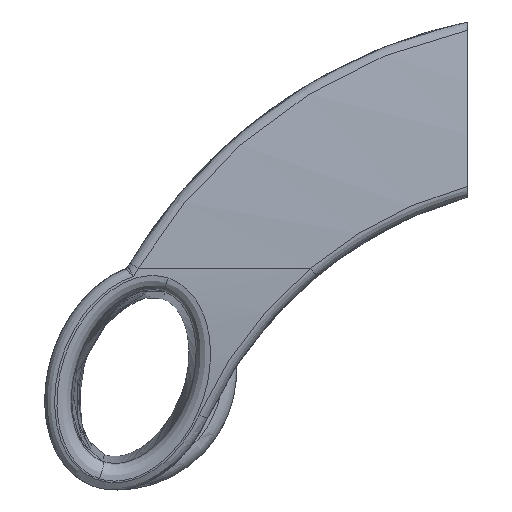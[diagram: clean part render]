
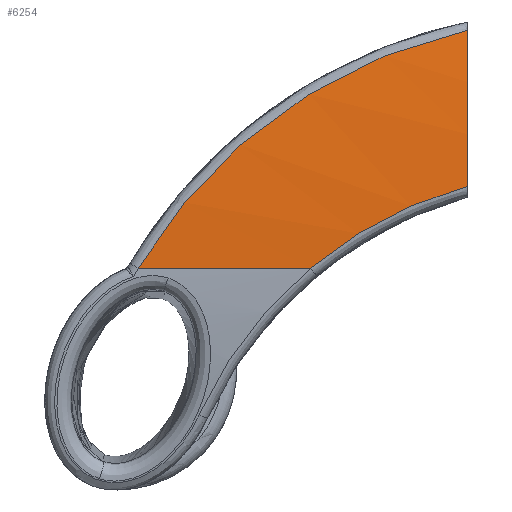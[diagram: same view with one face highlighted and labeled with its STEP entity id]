
A CAD part, left-side view. The second image highlights one B-rep face of the part: STEP entity #6254.
In plain terms, the highlighted cylindrical face has radius 208.036 mm (diameter 416.071 mm), a partial arc.
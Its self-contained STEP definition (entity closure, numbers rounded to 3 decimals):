
#24 = ORIENTED_EDGE ( 'NONE', *, *, #6709, .T. ) ;
#29 = ORIENTED_EDGE ( 'NONE', *, *, #6527, .T. ) ;
#36 = ORIENTED_EDGE ( 'NONE', *, *, #6526, .T. ) ;
#41 = ORIENTED_EDGE ( 'NONE', *, *, #6525, .T. ) ;
#116 = B_SPLINE_CURVE_WITH_KNOTS ( 'NONE', 3,
 ( #1417, #1395, #1421, #1422, #1423, #1424, #1425, #1426, #1427, #1428, #1429, #1430 ),
 .UNSPECIFIED., .F., .F.,
 ( 4, 2, 2, 2, 2, 4 ),
 ( 0., 0.007, 0.014, 0.021, 0.024, 0.027 ),
 .UNSPECIFIED. ) ;
#117 = B_SPLINE_CURVE_WITH_KNOTS ( 'NONE', 3,
 ( #1419, #1420, #1433, #1434, #1435, #1436, #1437, #1438, #1439, #1440, #1441, #1442, #1443, #1444, #1445, #1446, #1447, #1448, #1449, #1450, #1451, #1452, #1453, #1454 ),
 .UNSPECIFIED., .F., .F.,
 ( 4, 2, 2, 2, 2, 2, 2, 2, 2, 2, 2, 4 ),
 ( 0., 0.008, 0.012, 0.016, 0.024, 0.032, 0.036, 0.038, 0.041, 0.049, 0.057, 0.065 ),
 .UNSPECIFIED. ) ;
#188 = LINE ( 'NONE', #1416, #189 ) ;
#189 = VECTOR ( 'NONE', #1418, 1000. ) ;
#348 = CIRCLE ( 'NONE', #1717, 208.036 ) ;
#1395 = CARTESIAN_POINT ( 'NONE',  ( -67., 22.425, -9.516 ) ) ;
#1416 = CARTESIAN_POINT ( 'NONE',  ( -67., 65.175, -11. ) ) ;
#1417 = CARTESIAN_POINT ( 'NONE',  ( -67., 24.197, -11. ) ) ;
#1418 = DIRECTION ( 'NONE',  ( 0., -1., 0. ) ) ;
#1419 = CARTESIAN_POINT ( 'NONE',  ( -63.732, 0., 25.731 ) ) ;
#1420 = CARTESIAN_POINT ( 'NONE',  ( -63.835, 2.646, 25.153 ) ) ;
#1421 = CARTESIAN_POINT ( 'NONE',  ( -66.984, 20.59, -8.142 ) ) ;
#1422 = CARTESIAN_POINT ( 'NONE',  ( -66.934, 16.796, -5.604 ) ) ;
#1423 = CARTESIAN_POINT ( 'NONE',  ( -66.899, 14.838, -4.441 ) ) ;
#1424 = CARTESIAN_POINT ( 'NONE',  ( -66.822, 10.798, -2.326 ) ) ;
#1425 = CARTESIAN_POINT ( 'NONE',  ( -66.779, 8.717, -1.374 ) ) ;
#1426 = CARTESIAN_POINT ( 'NONE',  ( -66.715, 5.499, -0.109 ) ) ;
#1427 = CARTESIAN_POINT ( 'NONE',  ( -66.694, 4.411, 0.284 ) ) ;
#1428 = CARTESIAN_POINT ( 'NONE',  ( -66.653, 2.22, 1.01 ) ) ;
#1429 = CARTESIAN_POINT ( 'NONE',  ( -66.634, 1.115, 1.343 ) ) ;
#1430 = CARTESIAN_POINT ( 'NONE',  ( -66.615, 0., 1.646 ) ) ;
#1433 = CARTESIAN_POINT ( 'NONE',  ( -63.961, 5.25, 24.44 ) ) ;
#1434 = CARTESIAN_POINT ( 'NONE',  ( -64.175, 9.094, 23.171 ) ) ;
#1435 = CARTESIAN_POINT ( 'NONE',  ( -64.251, 10.365, 22.714 ) ) ;
#1436 = CARTESIAN_POINT ( 'NONE',  ( -64.409, 12.886, 21.734 ) ) ;
#1437 = CARTESIAN_POINT ( 'NONE',  ( -64.492, 14.131, 21.213 ) ) ;
#1438 = CARTESIAN_POINT ( 'NONE',  ( -64.746, 17.807, 19.561 ) ) ;
#1439 = CARTESIAN_POINT ( 'NONE',  ( -64.925, 20.184, 18.34 ) ) ;
#1440 = CARTESIAN_POINT ( 'NONE',  ( -65.288, 24.799, 15.668 ) ) ;
#1441 = CARTESIAN_POINT ( 'NONE',  ( -65.472, 27.036, 14.216 ) ) ;
#1442 = CARTESIAN_POINT ( 'NONE',  ( -65.742, 30.285, 11.862 ) ) ;
#1443 = CARTESIAN_POINT ( 'NONE',  ( -65.83, 31.35, 11.048 ) ) ;
#1444 = CARTESIAN_POINT ( 'NONE',  ( -65.96, 32.921, 9.782 ) ) ;
#1445 = CARTESIAN_POINT ( 'NONE',  ( -66.003, 33.44, 9.352 ) ) ;
#1446 = CARTESIAN_POINT ( 'NONE',  ( -66.087, 34.47, 8.478 ) ) ;
#1447 = CARTESIAN_POINT ( 'NONE',  ( -66.128, 34.98, 8.034 ) ) ;
#1448 = CARTESIAN_POINT ( 'NONE',  ( -66.33, 37.495, 5.785 ) ) ;
#1449 = CARTESIAN_POINT ( 'NONE',  ( -66.475, 39.399, 3.896 ) ) ;
#1450 = CARTESIAN_POINT ( 'NONE',  ( -66.721, 43.001, -0.058 ) ) ;
#1451 = CARTESIAN_POINT ( 'NONE',  ( -66.822, 44.699, -2.122 ) ) ;
#1452 = CARTESIAN_POINT ( 'NONE',  ( -66.961, 47.886, -6.427 ) ) ;
#1453 = CARTESIAN_POINT ( 'NONE',  ( -67., 49.376, -8.668 ) ) ;
#1454 = CARTESIAN_POINT ( 'NONE',  ( -67., 50.759, -11. ) ) ;
#1717 = AXIS2_PLACEMENT_3D ( 'NONE', #2737, #2738, #2739 ) ;
#2694 = VERTEX_POINT ( 'NONE', #3830 ) ;
#2696 = VERTEX_POINT ( 'NONE', #3844 ) ;
#2737 = CARTESIAN_POINT ( 'NONE',  ( 141.036, 0., -11. ) ) ;
#2738 = DIRECTION ( 'NONE',  ( 0., 1., 0. ) ) ;
#2739 = DIRECTION ( 'NONE',  ( 0., 0., 1. ) ) ;
#3830 = CARTESIAN_POINT ( 'NONE',  ( -63.732, 0., 25.731 ) ) ;
#3844 = CARTESIAN_POINT ( 'NONE',  ( -66.615, 0., 1.646 ) ) ;
#4247 = VERTEX_POINT ( 'NONE', #7896 ) ;
#4252 = VERTEX_POINT ( 'NONE', #7901 ) ;
#4332 = EDGE_LOOP ( 'NONE', ( #41, #36, #24, #29 ) ) ;
#4690 = FACE_OUTER_BOUND ( 'NONE', #4332, .T. ) ;
#4697 = CYLINDRICAL_SURFACE ( 'NONE', #6758, 208.036 ) ;
#5036 = DIRECTION ( 'NONE',  ( 0., 0., -1. ) ) ;
#5039 = DIRECTION ( 'NONE',  ( 0., -1., 0. ) ) ;
#5040 = CARTESIAN_POINT ( 'NONE',  ( 141.036, 65.175, -11. ) ) ;
#6254 = ADVANCED_FACE ( 'NONE', ( #4690 ), #4697, .T. ) ;
#6525 = EDGE_CURVE ( 'NONE', #4247, #4252, #188, .T. ) ;
#6526 = EDGE_CURVE ( 'NONE', #4252, #2696, #116, .T. ) ;
#6527 = EDGE_CURVE ( 'NONE', #2694, #4247, #117, .T. ) ;
#6709 = EDGE_CURVE ( 'NONE', #2696, #2694, #348, .T. ) ;
#6758 = AXIS2_PLACEMENT_3D ( 'NONE', #5040, #5039, #5036 ) ;
#7896 = CARTESIAN_POINT ( 'NONE',  ( -67., 50.759, -11. ) ) ;
#7901 = CARTESIAN_POINT ( 'NONE',  ( -67., 24.197, -11. ) ) ;
